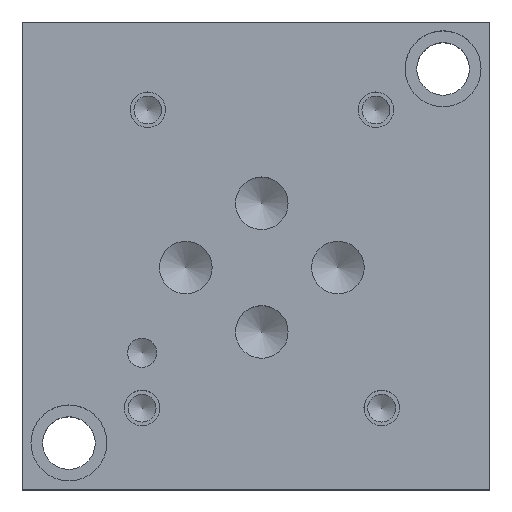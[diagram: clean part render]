
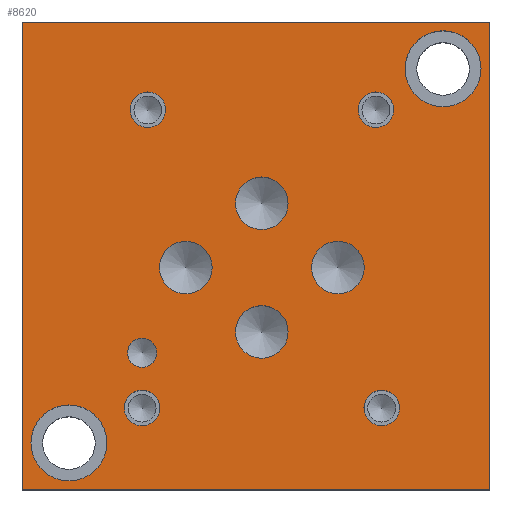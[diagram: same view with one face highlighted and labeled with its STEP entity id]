
A CAD part, top view. The second image highlights one B-rep face of the part: STEP entity #8620.
In plain terms, the highlighted planar face has unit normal (0, 0, 1).
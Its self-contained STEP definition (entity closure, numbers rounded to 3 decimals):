
#83=CIRCLE('',#8949,5.156);
#84=CIRCLE('',#8950,5.156);
#89=CIRCLE('',#8958,5.156);
#90=CIRCLE('',#8959,5.156);
#94=CIRCLE('',#8966,3.569);
#95=CIRCLE('',#8967,3.569);
#98=CIRCLE('',#8972,3.569);
#99=CIRCLE('',#8973,3.569);
#102=CIRCLE('',#8978,3.569);
#103=CIRCLE('',#8979,3.569);
#106=CIRCLE('',#8984,3.569);
#107=CIRCLE('',#8985,3.569);
#110=CIRCLE('',#8990,1.981);
#111=CIRCLE('',#8991,1.981);
#117=CIRCLE('',#9000,2.413);
#118=CIRCLE('',#9001,2.413);
#124=CIRCLE('',#9011,2.413);
#125=CIRCLE('',#9012,2.413);
#131=CIRCLE('',#9022,2.413);
#132=CIRCLE('',#9023,2.413);
#138=CIRCLE('',#9033,2.413);
#139=CIRCLE('',#9034,2.413);
#188=FACE_BOUND('',#1398,.T.);
#189=FACE_BOUND('',#1399,.T.);
#190=FACE_BOUND('',#1400,.T.);
#191=FACE_BOUND('',#1401,.T.);
#192=FACE_BOUND('',#1402,.T.);
#193=FACE_BOUND('',#1403,.T.);
#194=FACE_BOUND('',#1404,.T.);
#195=FACE_BOUND('',#1405,.T.);
#196=FACE_BOUND('',#1406,.T.);
#197=FACE_BOUND('',#1407,.T.);
#198=FACE_BOUND('',#1408,.T.);
#479=PLANE('',#9040);
#914=FACE_OUTER_BOUND('',#1397,.T.);
#1397=EDGE_LOOP('',(#7668,#7669,#7670,#7671));
#1398=EDGE_LOOP('',(#7672,#7673));
#1399=EDGE_LOOP('',(#7674,#7675));
#1400=EDGE_LOOP('',(#7676,#7677));
#1401=EDGE_LOOP('',(#7678,#7679));
#1402=EDGE_LOOP('',(#7680,#7681));
#1403=EDGE_LOOP('',(#7682,#7683));
#1404=EDGE_LOOP('',(#7684,#7685));
#1405=EDGE_LOOP('',(#7686,#7687));
#1406=EDGE_LOOP('',(#7688,#7689));
#1407=EDGE_LOOP('',(#7690,#7691));
#1408=EDGE_LOOP('',(#7692,#7693));
#1516=LINE('',#11336,#2373);
#2127=LINE('',#13958,#2984);
#2187=LINE('',#14084,#3044);
#2268=LINE('',#14648,#3125);
#2373=VECTOR('',#9208,10.);
#2984=VECTOR('',#10221,10.);
#3044=VECTOR('',#10329,10.);
#3125=VECTOR('',#10706,10.);
#3462=VERTEX_POINT('',#11333);
#3463=VERTEX_POINT('',#11335);
#3985=VERTEX_POINT('',#13957);
#4027=VERTEX_POINT('',#14083);
#4097=VERTEX_POINT('',#14465);
#4098=VERTEX_POINT('',#14466);
#4103=VERTEX_POINT('',#14482);
#4104=VERTEX_POINT('',#14483);
#4109=VERTEX_POINT('',#14499);
#4110=VERTEX_POINT('',#14500);
#4114=VERTEX_POINT('',#14512);
#4115=VERTEX_POINT('',#14513);
#4119=VERTEX_POINT('',#14525);
#4120=VERTEX_POINT('',#14526);
#4124=VERTEX_POINT('',#14538);
#4125=VERTEX_POINT('',#14539);
#4129=VERTEX_POINT('',#14551);
#4130=VERTEX_POINT('',#14552);
#4137=VERTEX_POINT('',#14571);
#4138=VERTEX_POINT('',#14572);
#4145=VERTEX_POINT('',#14593);
#4146=VERTEX_POINT('',#14594);
#4153=VERTEX_POINT('',#14615);
#4154=VERTEX_POINT('',#14616);
#4161=VERTEX_POINT('',#14637);
#4162=VERTEX_POINT('',#14638);
#4315=EDGE_CURVE('',#3463,#3462,#1516,.T.);
#5092=EDGE_CURVE('',#3985,#3463,#2127,.T.);
#5154=EDGE_CURVE('',#4027,#3985,#2187,.T.);
#5257=EDGE_CURVE('',#4097,#4098,#83,.T.);
#5258=EDGE_CURVE('',#4098,#4097,#84,.T.);
#5265=EDGE_CURVE('',#4103,#4104,#89,.T.);
#5266=EDGE_CURVE('',#4104,#4103,#90,.T.);
#5273=EDGE_CURVE('',#4109,#4110,#94,.T.);
#5274=EDGE_CURVE('',#4110,#4109,#95,.T.);
#5279=EDGE_CURVE('',#4114,#4115,#98,.T.);
#5280=EDGE_CURVE('',#4115,#4114,#99,.T.);
#5285=EDGE_CURVE('',#4119,#4120,#102,.T.);
#5286=EDGE_CURVE('',#4120,#4119,#103,.T.);
#5291=EDGE_CURVE('',#4124,#4125,#106,.T.);
#5292=EDGE_CURVE('',#4125,#4124,#107,.T.);
#5297=EDGE_CURVE('',#4129,#4130,#110,.T.);
#5298=EDGE_CURVE('',#4130,#4129,#111,.T.);
#5306=EDGE_CURVE('',#4137,#4138,#117,.T.);
#5307=EDGE_CURVE('',#4138,#4137,#118,.T.);
#5316=EDGE_CURVE('',#4145,#4146,#124,.T.);
#5317=EDGE_CURVE('',#4146,#4145,#125,.T.);
#5326=EDGE_CURVE('',#4153,#4154,#131,.T.);
#5327=EDGE_CURVE('',#4154,#4153,#132,.T.);
#5336=EDGE_CURVE('',#4161,#4162,#138,.T.);
#5337=EDGE_CURVE('',#4162,#4161,#139,.T.);
#5341=EDGE_CURVE('',#3462,#4027,#2268,.T.);
#7668=ORIENTED_EDGE('',*,*,#4315,.T.);
#7669=ORIENTED_EDGE('',*,*,#5341,.T.);
#7670=ORIENTED_EDGE('',*,*,#5154,.T.);
#7671=ORIENTED_EDGE('',*,*,#5092,.T.);
#7672=ORIENTED_EDGE('',*,*,#5257,.T.);
#7673=ORIENTED_EDGE('',*,*,#5258,.T.);
#7674=ORIENTED_EDGE('',*,*,#5265,.T.);
#7675=ORIENTED_EDGE('',*,*,#5266,.T.);
#7676=ORIENTED_EDGE('',*,*,#5273,.T.);
#7677=ORIENTED_EDGE('',*,*,#5274,.T.);
#7678=ORIENTED_EDGE('',*,*,#5279,.T.);
#7679=ORIENTED_EDGE('',*,*,#5280,.T.);
#7680=ORIENTED_EDGE('',*,*,#5285,.T.);
#7681=ORIENTED_EDGE('',*,*,#5286,.T.);
#7682=ORIENTED_EDGE('',*,*,#5291,.T.);
#7683=ORIENTED_EDGE('',*,*,#5292,.T.);
#7684=ORIENTED_EDGE('',*,*,#5297,.T.);
#7685=ORIENTED_EDGE('',*,*,#5298,.T.);
#7686=ORIENTED_EDGE('',*,*,#5306,.T.);
#7687=ORIENTED_EDGE('',*,*,#5307,.T.);
#7688=ORIENTED_EDGE('',*,*,#5316,.T.);
#7689=ORIENTED_EDGE('',*,*,#5317,.T.);
#7690=ORIENTED_EDGE('',*,*,#5326,.T.);
#7691=ORIENTED_EDGE('',*,*,#5327,.T.);
#7692=ORIENTED_EDGE('',*,*,#5336,.T.);
#7693=ORIENTED_EDGE('',*,*,#5337,.T.);
#8620=ADVANCED_FACE('',(#914,#188,#189,#190,#191,#192,#193,#194,#195,#196,
#197,#198),#479,.T.);
#8949=AXIS2_PLACEMENT_3D('',#14467,#10499,#10500);
#8950=AXIS2_PLACEMENT_3D('',#14468,#10501,#10502);
#8958=AXIS2_PLACEMENT_3D('',#14484,#10519,#10520);
#8959=AXIS2_PLACEMENT_3D('',#14485,#10521,#10522);
#8966=AXIS2_PLACEMENT_3D('',#14501,#10538,#10539);
#8967=AXIS2_PLACEMENT_3D('',#14502,#10540,#10541);
#8972=AXIS2_PLACEMENT_3D('',#14514,#10552,#10553);
#8973=AXIS2_PLACEMENT_3D('',#14515,#10554,#10555);
#8978=AXIS2_PLACEMENT_3D('',#14527,#10566,#10567);
#8979=AXIS2_PLACEMENT_3D('',#14528,#10568,#10569);
#8984=AXIS2_PLACEMENT_3D('',#14540,#10580,#10581);
#8985=AXIS2_PLACEMENT_3D('',#14541,#10582,#10583);
#8990=AXIS2_PLACEMENT_3D('',#14553,#10594,#10595);
#8991=AXIS2_PLACEMENT_3D('',#14554,#10596,#10597);
#9000=AXIS2_PLACEMENT_3D('',#14573,#10616,#10617);
#9001=AXIS2_PLACEMENT_3D('',#14574,#10618,#10619);
#9011=AXIS2_PLACEMENT_3D('',#14595,#10641,#10642);
#9012=AXIS2_PLACEMENT_3D('',#14596,#10643,#10644);
#9022=AXIS2_PLACEMENT_3D('',#14617,#10666,#10667);
#9023=AXIS2_PLACEMENT_3D('',#14618,#10668,#10669);
#9033=AXIS2_PLACEMENT_3D('',#14639,#10691,#10692);
#9034=AXIS2_PLACEMENT_3D('',#14640,#10693,#10694);
#9040=AXIS2_PLACEMENT_3D('',#14650,#10709,#10710);
#9208=DIRECTION('',(1.,0.,0.));
#10221=DIRECTION('',(0.,-1.,0.));
#10329=DIRECTION('',(-1.,0.,0.));
#10499=DIRECTION('center_axis',(0.,0.,-1.));
#10500=DIRECTION('ref_axis',(1.,0.,0.));
#10501=DIRECTION('center_axis',(0.,0.,-1.));
#10502=DIRECTION('ref_axis',(1.,0.,0.));
#10519=DIRECTION('center_axis',(0.,0.,-1.));
#10520=DIRECTION('ref_axis',(1.,0.,0.));
#10521=DIRECTION('center_axis',(0.,0.,-1.));
#10522=DIRECTION('ref_axis',(1.,0.,0.));
#10538=DIRECTION('center_axis',(0.,0.,-1.));
#10539=DIRECTION('ref_axis',(1.,0.,0.));
#10540=DIRECTION('center_axis',(0.,0.,-1.));
#10541=DIRECTION('ref_axis',(1.,0.,0.));
#10552=DIRECTION('center_axis',(0.,0.,-1.));
#10553=DIRECTION('ref_axis',(1.,0.,0.));
#10554=DIRECTION('center_axis',(0.,0.,-1.));
#10555=DIRECTION('ref_axis',(1.,0.,0.));
#10566=DIRECTION('center_axis',(0.,0.,-1.));
#10567=DIRECTION('ref_axis',(1.,0.,0.));
#10568=DIRECTION('center_axis',(0.,0.,-1.));
#10569=DIRECTION('ref_axis',(1.,0.,0.));
#10580=DIRECTION('center_axis',(0.,0.,-1.));
#10581=DIRECTION('ref_axis',(1.,0.,0.));
#10582=DIRECTION('center_axis',(0.,0.,-1.));
#10583=DIRECTION('ref_axis',(1.,0.,0.));
#10594=DIRECTION('center_axis',(0.,0.,-1.));
#10595=DIRECTION('ref_axis',(1.,0.,0.));
#10596=DIRECTION('center_axis',(0.,0.,-1.));
#10597=DIRECTION('ref_axis',(1.,0.,0.));
#10616=DIRECTION('center_axis',(0.,0.,-1.));
#10617=DIRECTION('ref_axis',(1.,0.,0.));
#10618=DIRECTION('center_axis',(0.,0.,-1.));
#10619=DIRECTION('ref_axis',(1.,0.,0.));
#10641=DIRECTION('center_axis',(0.,0.,-1.));
#10642=DIRECTION('ref_axis',(1.,0.,0.));
#10643=DIRECTION('center_axis',(0.,0.,-1.));
#10644=DIRECTION('ref_axis',(1.,0.,0.));
#10666=DIRECTION('center_axis',(0.,0.,-1.));
#10667=DIRECTION('ref_axis',(1.,0.,0.));
#10668=DIRECTION('center_axis',(0.,0.,-1.));
#10669=DIRECTION('ref_axis',(1.,0.,0.));
#10691=DIRECTION('center_axis',(0.,0.,-1.));
#10692=DIRECTION('ref_axis',(1.,0.,0.));
#10693=DIRECTION('center_axis',(0.,0.,-1.));
#10694=DIRECTION('ref_axis',(1.,0.,0.));
#10706=DIRECTION('',(0.,1.,0.));
#10709=DIRECTION('center_axis',(0.,0.,1.));
#10710=DIRECTION('ref_axis',(1.,0.,0.));
#11333=CARTESIAN_POINT('',(63.5,0.,25.4));
#11335=CARTESIAN_POINT('',(0.,0.,25.4));
#11336=CARTESIAN_POINT('',(0.,0.,25.4));
#13957=CARTESIAN_POINT('',(0.,63.5,25.4));
#13958=CARTESIAN_POINT('',(0.,63.5,25.4));
#14083=CARTESIAN_POINT('',(63.5,63.5,25.4));
#14084=CARTESIAN_POINT('',(63.5,63.5,25.4));
#14465=CARTESIAN_POINT('',(62.306,57.15,25.4));
#14466=CARTESIAN_POINT('',(51.994,57.15,25.4));
#14467=CARTESIAN_POINT('Origin',(57.15,57.15,25.4));
#14468=CARTESIAN_POINT('Origin',(57.15,57.15,25.4));
#14482=CARTESIAN_POINT('',(11.506,6.35,25.4));
#14483=CARTESIAN_POINT('',(1.194,6.35,25.4));
#14484=CARTESIAN_POINT('Origin',(6.35,6.35,25.4));
#14485=CARTESIAN_POINT('Origin',(6.35,6.35,25.4));
#14499=CARTESIAN_POINT('',(36.106,38.887,25.4));
#14500=CARTESIAN_POINT('',(28.969,38.887,25.4));
#14501=CARTESIAN_POINT('Origin',(32.537,38.887,25.4));
#14502=CARTESIAN_POINT('Origin',(32.537,38.887,25.4));
#14512=CARTESIAN_POINT('',(25.794,30.15,25.4));
#14513=CARTESIAN_POINT('',(18.656,30.15,25.4));
#14514=CARTESIAN_POINT('Origin',(22.225,30.15,25.4));
#14515=CARTESIAN_POINT('Origin',(22.225,30.15,25.4));
#14525=CARTESIAN_POINT('',(46.444,30.15,25.4));
#14526=CARTESIAN_POINT('',(39.307,30.15,25.4));
#14527=CARTESIAN_POINT('Origin',(42.875,30.15,25.4));
#14528=CARTESIAN_POINT('Origin',(42.875,30.15,25.4));
#14538=CARTESIAN_POINT('',(36.106,21.412,25.4));
#14539=CARTESIAN_POINT('',(28.969,21.412,25.4));
#14540=CARTESIAN_POINT('Origin',(32.537,21.412,25.4));
#14541=CARTESIAN_POINT('Origin',(32.537,21.412,25.4));
#14551=CARTESIAN_POINT('',(18.263,18.593,25.4));
#14552=CARTESIAN_POINT('',(14.3,18.593,25.4));
#14553=CARTESIAN_POINT('Origin',(16.281,18.593,25.4));
#14554=CARTESIAN_POINT('Origin',(16.281,18.593,25.4));
#14571=CARTESIAN_POINT('',(51.232,11.1,25.4));
#14572=CARTESIAN_POINT('',(46.406,11.1,25.4));
#14573=CARTESIAN_POINT('Origin',(48.819,11.1,25.4));
#14574=CARTESIAN_POINT('Origin',(48.819,11.1,25.4));
#14593=CARTESIAN_POINT('',(19.482,51.587,25.4));
#14594=CARTESIAN_POINT('',(14.656,51.587,25.4));
#14595=CARTESIAN_POINT('Origin',(17.069,51.587,25.4));
#14596=CARTESIAN_POINT('Origin',(17.069,51.587,25.4));
#14615=CARTESIAN_POINT('',(50.444,51.587,25.4));
#14616=CARTESIAN_POINT('',(45.618,51.587,25.4));
#14617=CARTESIAN_POINT('Origin',(48.031,51.587,25.4));
#14618=CARTESIAN_POINT('Origin',(48.031,51.587,25.4));
#14637=CARTESIAN_POINT('',(18.694,11.1,25.4));
#14638=CARTESIAN_POINT('',(13.868,11.1,25.4));
#14639=CARTESIAN_POINT('Origin',(16.281,11.1,25.4));
#14640=CARTESIAN_POINT('Origin',(16.281,11.1,25.4));
#14648=CARTESIAN_POINT('',(63.5,0.,25.4));
#14650=CARTESIAN_POINT('Origin',(31.75,31.75,25.4));
